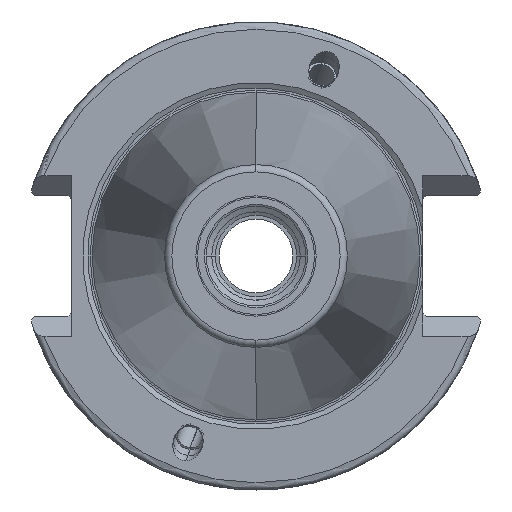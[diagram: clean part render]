
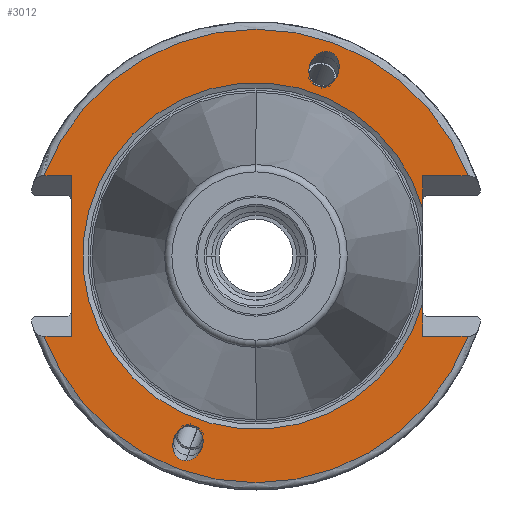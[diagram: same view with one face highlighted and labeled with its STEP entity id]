
A CAD part, left-side view. The second image highlights one B-rep face of the part: STEP entity #3012.
In plain terms, the highlighted planar face has unit normal (-1, 0, 0).
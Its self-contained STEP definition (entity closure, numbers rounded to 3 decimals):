
#365=DIRECTION('',(0.,0.,-1.));
#366=VECTOR('',#365,21.78);
#367=CARTESIAN_POINT('',(1.,25.,10.89));
#368=LINE('',#367,#366);
#593=CARTESIAN_POINT('',(1.,28.757,-10.89));
#599=DIRECTION('',(0.,1.,0.));
#600=VECTOR('',#599,3.757);
#601=CARTESIAN_POINT('',(1.,25.,-10.89));
#602=LINE('',#601,#600);
#603=DIRECTION('',(0.,-1.,0.));
#604=VECTOR('',#603,3.757);
#605=CARTESIAN_POINT('',(1.,28.757,10.89));
#606=LINE('',#605,#604);
#607=DIRECTION('',(0.,-1.,0.));
#608=VECTOR('',#607,6.157);
#609=CARTESIAN_POINT('',(1.,-22.6,10.89));
#610=LINE('',#609,#608);
#611=DIRECTION('',(0.,1.,0.));
#612=VECTOR('',#611,6.157);
#613=CARTESIAN_POINT('',(1.,-28.757,-10.89));
#614=LINE('',#613,#612);
#615=CARTESIAN_POINT('',(1.,9.498,-27.766));
#616=CARTESIAN_POINT('',(1.,9.738,-27.766));
#617=CARTESIAN_POINT('',(1.,10.246,-27.663));
#618=CARTESIAN_POINT('',(1.,10.912,-27.117));
#619=CARTESIAN_POINT('',(1.,11.284,-26.257));
#620=CARTESIAN_POINT('',(1.,11.318,-25.372));
#621=CARTESIAN_POINT('',(1.,11.09,-24.486));
#622=CARTESIAN_POINT('',(1.,10.528,-23.627));
#623=CARTESIAN_POINT('',(1.,9.742,-23.08));
#624=CARTESIAN_POINT('',(1.,9.212,-22.978));
#625=CARTESIAN_POINT('',(1.,8.971,-22.978));
#627=CARTESIAN_POINT('',(1.,8.971,-22.978));
#628=CARTESIAN_POINT('',(1.,8.731,-22.978));
#629=CARTESIAN_POINT('',(1.,8.223,-23.08));
#630=CARTESIAN_POINT('',(1.,7.557,-23.627));
#631=CARTESIAN_POINT('',(1.,7.185,-24.486));
#632=CARTESIAN_POINT('',(1.,7.151,-25.372));
#633=CARTESIAN_POINT('',(1.,7.379,-26.257));
#634=CARTESIAN_POINT('',(1.,7.941,-27.117));
#635=CARTESIAN_POINT('',(1.,8.727,-27.663));
#636=CARTESIAN_POINT('',(1.,9.257,-27.766));
#637=CARTESIAN_POINT('',(1.,9.498,-27.766));
#639=CARTESIAN_POINT('',(1.,-8.971,22.978));
#640=CARTESIAN_POINT('',(1.,-8.731,22.978));
#641=CARTESIAN_POINT('',(1.,-8.223,23.08));
#642=CARTESIAN_POINT('',(1.,-7.557,23.627));
#643=CARTESIAN_POINT('',(1.,-7.185,24.486));
#644=CARTESIAN_POINT('',(1.,-7.151,25.372));
#645=CARTESIAN_POINT('',(1.,-7.379,26.257));
#646=CARTESIAN_POINT('',(1.,-7.941,27.117));
#647=CARTESIAN_POINT('',(1.,-8.727,27.663));
#648=CARTESIAN_POINT('',(1.,-9.257,27.766));
#649=CARTESIAN_POINT('',(1.,-9.498,27.766));
#651=CARTESIAN_POINT('',(1.,-9.498,27.766));
#652=CARTESIAN_POINT('',(1.,-9.738,27.766));
#653=CARTESIAN_POINT('',(1.,-10.246,27.663));
#654=CARTESIAN_POINT('',(1.,-10.912,27.117));
#655=CARTESIAN_POINT('',(1.,-11.284,26.257));
#656=CARTESIAN_POINT('',(1.,-11.318,25.372));
#657=CARTESIAN_POINT('',(1.,-11.09,24.486));
#658=CARTESIAN_POINT('',(1.,-10.528,23.627));
#659=CARTESIAN_POINT('',(1.,-9.742,23.08));
#660=CARTESIAN_POINT('',(1.,-9.212,22.978));
#661=CARTESIAN_POINT('',(1.,-8.971,22.978));
#668=CARTESIAN_POINT('',(1.,0.,0.));
#669=DIRECTION('',(-1.,0.,0.));
#670=DIRECTION('',(0.,0.935,-0.354));
#671=AXIS2_PLACEMENT_3D('',#668,#669,#670);
#892=DIRECTION('',(0.,0.,1.));
#893=VECTOR('',#892,4.449);
#894=CARTESIAN_POINT('',(1.,-22.6,-10.89));
#895=LINE('',#894,#893);
#896=DIRECTION('',(0.,0.,1.));
#897=VECTOR('',#896,4.449);
#898=CARTESIAN_POINT('',(1.,-22.6,6.441));
#899=LINE('',#898,#897);
#912=CARTESIAN_POINT('',(1.,-28.757,-10.89));
#932=CARTESIAN_POINT('',(1.,-22.6,-6.441));
#934=CARTESIAN_POINT('',(1.,0.,0.));
#935=DIRECTION('',(1.,0.,0.));
#936=DIRECTION('',(0.,-0.962,-0.274));
#937=AXIS2_PLACEMENT_3D('',#934,#935,#936);
#939=CARTESIAN_POINT('',(1.,-22.6,6.441));
#1041=CARTESIAN_POINT('',(1.,-28.757,10.89));
#1457=CARTESIAN_POINT('',(1.,0.,0.));
#1458=DIRECTION('',(-1.,0.,0.));
#1459=DIRECTION('',(0.,-0.935,0.354));
#1460=AXIS2_PLACEMENT_3D('',#1457,#1458,#1459);
#1470=CARTESIAN_POINT('',(1.,28.757,10.89));
#1817=VERTEX_POINT('',#939);
#1818=VERTEX_POINT('',#932);
#1873=CARTESIAN_POINT('',(1.,25.,10.89));
#1874=CARTESIAN_POINT('',(1.,25.,-10.89));
#1875=VERTEX_POINT('',#1873);
#1876=VERTEX_POINT('',#1874);
#1877=CARTESIAN_POINT('',(1.,-22.6,-10.89));
#1878=VERTEX_POINT('',#1877);
#1879=CARTESIAN_POINT('',(1.,-22.6,10.89));
#1880=VERTEX_POINT('',#1879);
#1882=VERTEX_POINT('',#593);
#1883=VERTEX_POINT('',#912);
#1886=VERTEX_POINT('',#1041);
#1887=VERTEX_POINT('',#1470);
#1977=VERTEX_POINT('',#615);
#1978=VERTEX_POINT('',#625);
#2017=CARTESIAN_POINT('',(1.,-8.971,22.978));
#2018=VERTEX_POINT('',#2017);
#2019=CARTESIAN_POINT('',(1.,-9.498,27.766));
#2020=VERTEX_POINT('',#2019);
#2975=CARTESIAN_POINT('',(1.,0.,0.));
#2976=DIRECTION('',(1.,0.,0.));
#2977=DIRECTION('',(0.,0.,1.));
#2978=AXIS2_PLACEMENT_3D('',#2975,#2976,#2977);
#2979=PLANE('',#2978);
#2981=ORIENTED_EDGE('',*,*,#2980,.F.);
#2982=ORIENTED_EDGE('',*,*,#2964,.F.);
#2983=ORIENTED_EDGE('',*,*,#2670,.F.);
#2985=ORIENTED_EDGE('',*,*,#2984,.F.);
#2987=ORIENTED_EDGE('',*,*,#2986,.F.);
#2989=ORIENTED_EDGE('',*,*,#2988,.F.);
#2991=ORIENTED_EDGE('',*,*,#2990,.F.);
#2993=ORIENTED_EDGE('',*,*,#2992,.F.);
#2995=ORIENTED_EDGE('',*,*,#2994,.F.);
#2997=ORIENTED_EDGE('',*,*,#2996,.F.);
#2998=EDGE_LOOP('',(#2981,#2982,#2983,#2985,#2987,#2989,#2991,#2993,#2995,
#2997));
#2999=FACE_OUTER_BOUND('',#2998,.F.);
#3001=ORIENTED_EDGE('',*,*,#3000,.F.);
#3003=ORIENTED_EDGE('',*,*,#3002,.F.);
#3004=EDGE_LOOP('',(#3001,#3003));
#3005=FACE_BOUND('',#3004,.F.);
#3007=ORIENTED_EDGE('',*,*,#3006,.F.);
#3009=ORIENTED_EDGE('',*,*,#3008,.F.);
#3010=EDGE_LOOP('',(#3007,#3009));
#3011=FACE_BOUND('',#3010,.F.);
#3012=ADVANCED_FACE('',(#2999,#3005,#3011),#2979,.F.);
#626=B_SPLINE_CURVE_WITH_KNOTS('',3,(#615,#616,#617,#618,#619,#620,#621,#622,
#623,#624,#625),.UNSPECIFIED.,.F.,.F.,(4,1,1,1,1,1,1,1,4),(0.,0.125,0.25,
0.375,0.5,0.625,0.75,0.875,1.),.UNSPECIFIED.);
#638=B_SPLINE_CURVE_WITH_KNOTS('',3,(#627,#628,#629,#630,#631,#632,#633,#634,
#635,#636,#637),.UNSPECIFIED.,.F.,.F.,(4,1,1,1,1,1,1,1,4),(0.,0.125,0.25,
0.375,0.5,0.625,0.75,0.875,1.),.UNSPECIFIED.);
#650=B_SPLINE_CURVE_WITH_KNOTS('',3,(#639,#640,#641,#642,#643,#644,#645,#646,
#647,#648,#649),.UNSPECIFIED.,.F.,.F.,(4,1,1,1,1,1,1,1,4),(0.,0.125,0.25,
0.375,0.5,0.625,0.75,0.875,1.),.UNSPECIFIED.);
#662=B_SPLINE_CURVE_WITH_KNOTS('',3,(#651,#652,#653,#654,#655,#656,#657,#658,
#659,#660,#661),.UNSPECIFIED.,.F.,.F.,(4,1,1,1,1,1,1,1,4),(0.,0.125,0.25,
0.375,0.5,0.625,0.75,0.875,1.),.UNSPECIFIED.);
#672=CIRCLE('',#671,30.75);
#938=CIRCLE('',#937,23.5);
#1461=CIRCLE('',#1460,30.75);
#2670=EDGE_CURVE('',#1875,#1876,#368,.T.);
#2964=EDGE_CURVE('',#1876,#1882,#602,.T.);
#2980=EDGE_CURVE('',#1882,#1883,#672,.T.);
#2984=EDGE_CURVE('',#1887,#1875,#606,.T.);
#2986=EDGE_CURVE('',#1886,#1887,#1461,.T.);
#2988=EDGE_CURVE('',#1880,#1886,#610,.T.);
#2990=EDGE_CURVE('',#1817,#1880,#899,.T.);
#2992=EDGE_CURVE('',#1818,#1817,#938,.T.);
#2994=EDGE_CURVE('',#1878,#1818,#895,.T.);
#2996=EDGE_CURVE('',#1883,#1878,#614,.T.);
#3000=EDGE_CURVE('',#1977,#1978,#626,.T.);
#3002=EDGE_CURVE('',#1978,#1977,#638,.T.);
#3006=EDGE_CURVE('',#2018,#2020,#650,.T.);
#3008=EDGE_CURVE('',#2020,#2018,#662,.T.);
